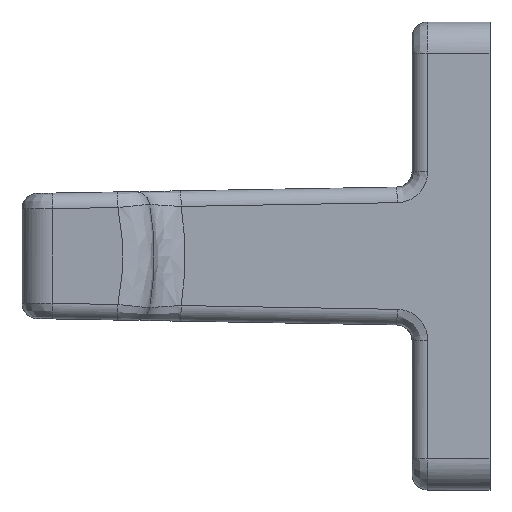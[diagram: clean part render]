
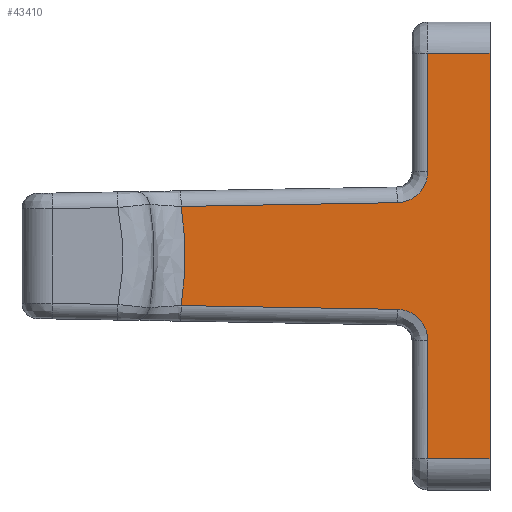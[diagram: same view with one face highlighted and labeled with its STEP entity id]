
A CAD part, left-side view. The second image highlights one B-rep face of the part: STEP entity #43410.
In plain terms, the highlighted planar face has unit normal (-1, -0.018, 0).
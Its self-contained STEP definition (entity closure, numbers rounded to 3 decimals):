
#6310=CARTESIAN_POINT('',(127.,0.,9.));
#6320=VERTEX_POINT('',#6310);
#6350=CARTESIAN_POINT('',(127.,-0.035,9.));
#6360=DIRECTION('',(-0.017,1.,0.));
#6370=VECTOR('',#6360,1.);
#6380=LINE('',#6350,#6370);
#6390=CARTESIAN_POINT('',(126.93,3.983,9.));
#6400=VERTEX_POINT('',#6390);
#6410=EDGE_CURVE('',#6320,#6400,#6380,.T.);
#6850=CARTESIAN_POINT('',(126.93,3.983,-17.));
#6860=VERTEX_POINT('',#6850);
#6890=CARTESIAN_POINT('',(127.,-0.035,-17.));
#6900=DIRECTION('',(-0.017,1.,0.));
#6910=VECTOR('',#6900,1.);
#6920=LINE('',#6890,#6910);
#6930=CARTESIAN_POINT('',(127.,0.,-17.));
#6940=VERTEX_POINT('',#6930);
#6950=EDGE_CURVE('',#6940,#6860,#6920,.T.);
#7180=CARTESIAN_POINT('',(126.93,3.983,
-9.419));
#7190=VERTEX_POINT('',#7180);
#7220=CARTESIAN_POINT('',(126.93,3.983,0.));
#7230=DIRECTION('',(0.,0.,1.));
#7240=VECTOR('',#7230,1.);
#7250=LINE('',#7220,#7240);
#7260=EDGE_CURVE('',#6860,#7190,#7250,.T.);
#10100=CARTESIAN_POINT('',(126.93,3.983,0.));
#10110=DIRECTION('',(0.,0.,-1.));
#10120=VECTOR('',#10110,1.);
#10130=LINE('',#10100,#10120);
#10140=CARTESIAN_POINT('',(126.93,3.983,
1.419));
#10150=VERTEX_POINT('',#10140);
#10160=EDGE_CURVE('',#6400,#10150,#10130,.T.);
#33410=CARTESIAN_POINT('',(126.654,19.799,
-7.178));
#33420=VERTEX_POINT('',#33410);
#36740=CARTESIAN_POINT('',(127.,-0.017,
-7.523));
#36750=DIRECTION('',(0.017,-1.,
-0.017));
#36760=VECTOR('',#36750,1.);
#36770=LINE('',#36740,#36760);
#36780=CARTESIAN_POINT('',(126.896,5.948,
-7.419));
#36790=VERTEX_POINT('',#36780);
#36800=EDGE_CURVE('',#33420,#36790,#36770,.T.);
#38150=CARTESIAN_POINT('',(126.642,20.518,
-10.103));
#38160=CARTESIAN_POINT('',(126.644,20.374,
-9.666));
#38170=CARTESIAN_POINT('',(126.646,20.245,
-9.223));
#38180=CARTESIAN_POINT('',(126.655,19.738,
-7.215));
#38190=CARTESIAN_POINT('',(126.659,19.538,
-5.61));
#38200=CARTESIAN_POINT('',(126.659,19.538,
-2.39));
#38210=CARTESIAN_POINT('',(126.655,19.738,
-0.785));
#38220=CARTESIAN_POINT('',(126.646,20.245,
1.223));
#38230=CARTESIAN_POINT('',(126.644,20.374,
1.666));
#38240=CARTESIAN_POINT('',(126.642,20.518,
2.103));
#38250=B_SPLINE_CURVE_WITH_KNOTS('',3,(#38150,#38160,#38170,#38180,
#38190,#38200,#38210,#38220,#38230,#38240),.UNSPECIFIED.,.F.,.F.,(4,2,2,
2,4),(12.422,13.733,18.311,
22.889,24.2),.UNSPECIFIED.);
#38260=CARTESIAN_POINT('',(126.654,19.799,
-0.822));
#38270=VERTEX_POINT('',#38260);
#38280=EDGE_CURVE('',#33420,#38270,#38250,.T.);
#42000=CARTESIAN_POINT('',(127.,0.,0.));
#42010=DIRECTION('',(0.,0.,1.));
#42020=VECTOR('',#42010,1.);
#42030=LINE('',#42000,#42020);
#42040=EDGE_CURVE('',#6940,#6320,#42030,.T.);
#42790=CARTESIAN_POINT('',(127.,0.,0.));
#42800=DIRECTION('',(-1.,-0.017,-0.));
#42810=DIRECTION('',(-0.017,1.,0.));
#42820=AXIS2_PLACEMENT_3D('',#42790,#42800,#42810);
#42830=PLANE('',#42820);
#42840=ORIENTED_EDGE('',*,*,#10160,.T.);
#42850=ORIENTED_EDGE('',*,*,#6410,.T.);
#42860=ORIENTED_EDGE('',*,*,#42040,.T.);
#42870=ORIENTED_EDGE('',*,*,#6950,.F.);
#42880=ORIENTED_EDGE('',*,*,#7260,.F.);
#42890=CARTESIAN_POINT('',(126.93,3.983,
-9.419));
#42900=CARTESIAN_POINT('',(126.93,3.983,
-9.356));
#42910=CARTESIAN_POINT('',(126.93,3.986,
-9.292));
#42920=CARTESIAN_POINT('',(126.93,3.998,
-9.165));
#42930=CARTESIAN_POINT('',(126.93,4.007,
-9.101));
#42940=CARTESIAN_POINT('',(126.929,4.051,
-8.875));
#42950=CARTESIAN_POINT('',(126.928,4.102,
-8.718));
#42960=CARTESIAN_POINT('',(126.925,4.27,
-8.361));
#42970=CARTESIAN_POINT('',(126.923,4.403,
-8.171));
#42980=CARTESIAN_POINT('',(126.92,4.565,
-8.008));
#42990=CARTESIAN_POINT('',(126.916,4.799,
-7.773));
#43000=CARTESIAN_POINT('',(126.911,5.087,
-7.6));
#43010=CARTESIAN_POINT('',(126.903,5.521,
-7.469));
#43020=CARTESIAN_POINT('',(126.901,5.64,
-7.445));
#43030=CARTESIAN_POINT('',(126.898,5.822,
-7.425));
#43040=CARTESIAN_POINT('',(126.897,5.885,
-7.42));
#43050=CARTESIAN_POINT('',(126.896,5.948,
-7.419));
#43060=B_SPLINE_CURVE_WITH_KNOTS('',3,(#42890,#42900,#42910,#42920,
#42930,#42940,#42950,#42960,#42970,#42980,#42990,#43000,#43010,#43020,
#43030,#43040,#43050),.UNSPECIFIED.,.F.,.F.,(4,2,2,2,3,2,2,4),(0.,
0.143,0.288,0.658,1.174,
1.918,2.191,2.333),.UNSPECIFIED.);
#43070=EDGE_CURVE('',#7190,#36790,#43060,.T.);
#43080=ORIENTED_EDGE('',*,*,#43070,.F.);
#43090=ORIENTED_EDGE('',*,*,#36800,.T.);
#43100=ORIENTED_EDGE('',*,*,#38280,.F.);
#43110=CARTESIAN_POINT('',(127.,-0.017,
-0.477));
#43120=DIRECTION('',(0.017,-1.,
0.017));
#43130=VECTOR('',#43120,1.);
#43140=LINE('',#43110,#43130);
#43150=CARTESIAN_POINT('',(126.896,5.948,
-0.581));
#43160=VERTEX_POINT('',#43150);
#43170=EDGE_CURVE('',#38270,#43160,#43140,.T.);
#43180=ORIENTED_EDGE('',*,*,#43170,.F.);
#43190=CARTESIAN_POINT('',(126.896,5.948,
-0.581));
#43200=CARTESIAN_POINT('',(126.897,5.885,
-0.58));
#43210=CARTESIAN_POINT('',(126.898,5.822,
-0.575));
#43220=CARTESIAN_POINT('',(126.901,5.64,
-0.555));
#43230=CARTESIAN_POINT('',(126.903,5.521,
-0.531));
#43240=CARTESIAN_POINT('',(126.911,5.087,
-0.4));
#43250=CARTESIAN_POINT('',(126.916,4.799,
-0.227));
#43260=CARTESIAN_POINT('',(126.92,4.565,
0.008));
#43270=CARTESIAN_POINT('',(126.923,4.403,
0.171));
#43280=CARTESIAN_POINT('',(126.925,4.27,
0.361));
#43290=CARTESIAN_POINT('',(126.928,4.102,
0.718));
#43300=CARTESIAN_POINT('',(126.929,4.051,
0.875));
#43310=CARTESIAN_POINT('',(126.93,4.007,
1.101));
#43320=CARTESIAN_POINT('',(126.93,3.998,
1.165));
#43330=CARTESIAN_POINT('',(126.93,3.986,
1.292));
#43340=CARTESIAN_POINT('',(126.93,3.983,
1.356));
#43350=CARTESIAN_POINT('',(126.93,3.983,
1.419));
#43360=B_SPLINE_CURVE_WITH_KNOTS('',3,(#43190,#43200,#43210,#43220,
#43230,#43240,#43250,#43260,#43270,#43280,#43290,#43300,#43310,#43320,
#43330,#43340,#43350),.UNSPECIFIED.,.F.,.F.,(4,2,2,3,2,2,2,4),(0.,
0.142,0.415,1.159,1.674,
2.045,2.19,2.333),.UNSPECIFIED.);
#43370=EDGE_CURVE('',#43160,#10150,#43360,.T.);
#43380=ORIENTED_EDGE('',*,*,#43370,.F.);
#43390=EDGE_LOOP('',(#43380,#43180,#43100,#43090,#43080,#42880,#42870,
#42860,#42850,#42840));
#43400=FACE_OUTER_BOUND('',#43390,.T.);
#43410=ADVANCED_FACE('',(#43400),#42830,.T.);
